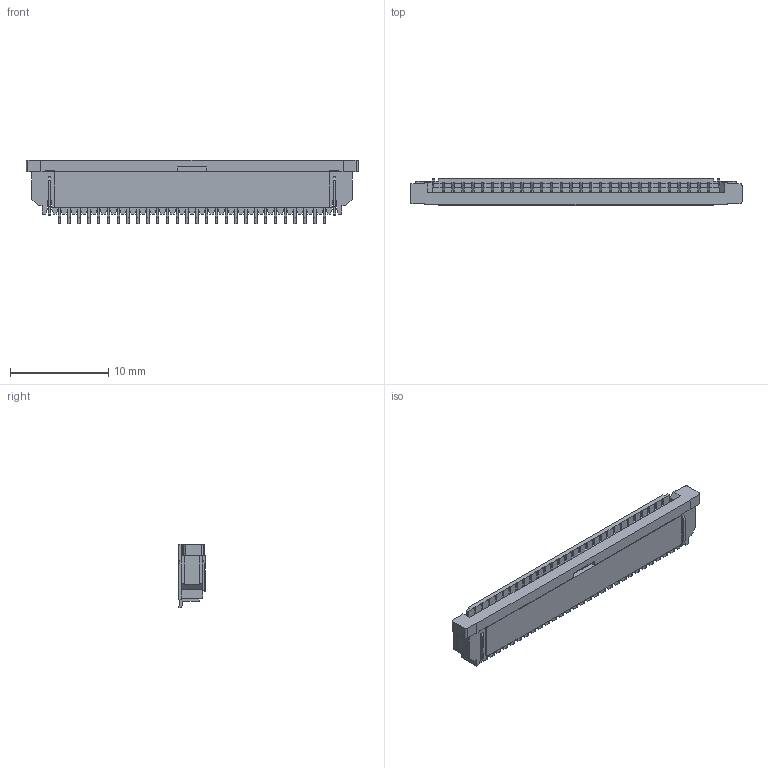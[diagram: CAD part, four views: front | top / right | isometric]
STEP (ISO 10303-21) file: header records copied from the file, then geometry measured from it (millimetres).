
FILE_DESCRIPTION(('STEP AP242'),'1');
FILE_NAME('sfw28r-1ste9lf.stp','2024-06-13T07:55:43',('TraceParts'),('TraceParts S.A.'),'Spatial InterOp 3D',' ',' ');
FILE_SCHEMA(('AP242_MANAGED_MODEL_BASED_3D_ENGINEERING_MIM_LF {1 0 10303 442 1 1 4}'));
Length unit declared in the file: millimetre
Products named in the file (1): sfw28r-1ste9lf
Bounding box: 33.8 x 2.7 x 6.5 mm (x, y, z)
Volume: 375.6 mm3; surface area: 1206.6 mm2
Topology: 1 solids, 1 shells, 1432 faces, 4240 edges, 2692 vertices
Faces by surface type: plane 1424, cylinder 8
Entity records: 46673 total; most frequent: ORIENTED_EDGE 8480, CARTESIAN_POINT 8365, DIRECTION 7124, EDGE_CURVE 4240, LINE 4222, VECTOR 4222, VERTEX_POINT 2692, EDGE_LOOP 1488
